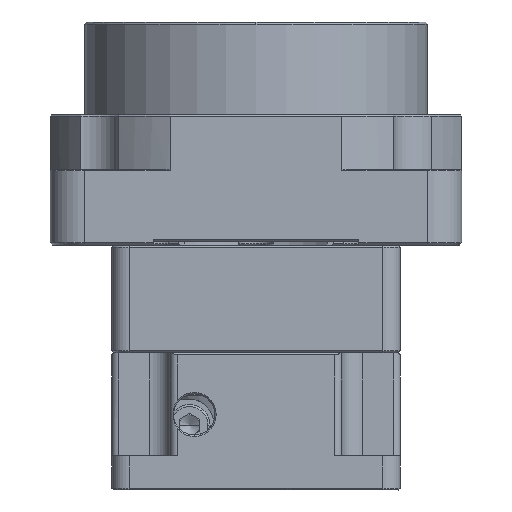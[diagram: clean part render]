
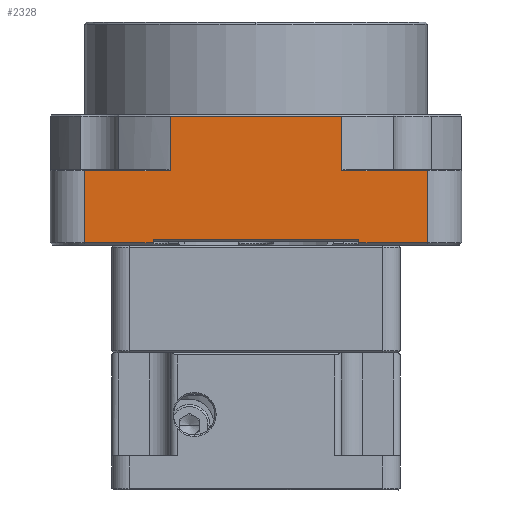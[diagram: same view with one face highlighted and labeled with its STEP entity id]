
A CAD part, left-side view. The second image highlights one B-rep face of the part: STEP entity #2328.
In plain terms, the highlighted planar face has unit normal (-1, 0, 0).
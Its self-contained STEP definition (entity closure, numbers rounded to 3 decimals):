
#2328=ADVANCED_FACE('',(#3366),#2888,.F.);
#2888=PLANE('',#14872);
#3366=FACE_OUTER_BOUND('',#4210,.T.);
#4210=EDGE_LOOP('',(#6732,#6733,#6734,#6735,#6736,#6737,#6738,#6739,#6740,
#6741,#6742,#6743));
#6732=ORIENTED_EDGE('',*,*,#11142,.F.);
#6733=ORIENTED_EDGE('',*,*,#11141,.T.);
#6734=ORIENTED_EDGE('',*,*,#11143,.F.);
#6735=ORIENTED_EDGE('',*,*,#11144,.F.);
#6736=ORIENTED_EDGE('',*,*,#11145,.F.);
#6737=ORIENTED_EDGE('',*,*,#11146,.T.);
#6738=ORIENTED_EDGE('',*,*,#11147,.F.);
#6739=ORIENTED_EDGE('',*,*,#11148,.T.);
#6740=ORIENTED_EDGE('',*,*,#11149,.F.);
#6741=ORIENTED_EDGE('',*,*,#11150,.T.);
#6742=ORIENTED_EDGE('',*,*,#11151,.F.);
#6743=ORIENTED_EDGE('',*,*,#11152,.T.);
#9457=VERTEX_POINT('',#23056);
#9458=VERTEX_POINT('',#23058);
#9459=VERTEX_POINT('',#23062);
#9460=VERTEX_POINT('',#23064);
#9461=VERTEX_POINT('',#23066);
#9462=VERTEX_POINT('',#23068);
#9463=VERTEX_POINT('',#23070);
#9464=VERTEX_POINT('',#23072);
#9465=VERTEX_POINT('',#23074);
#9466=VERTEX_POINT('',#23076);
#9467=VERTEX_POINT('',#23078);
#9468=VERTEX_POINT('',#23080);
#11141=EDGE_CURVE('',#9457,#9458,#12612,.T.);
#11142=EDGE_CURVE('',#9457,#9459,#12613,.T.);
#11143=EDGE_CURVE('',#9460,#9458,#12614,.T.);
#11144=EDGE_CURVE('',#9461,#9460,#12615,.T.);
#11145=EDGE_CURVE('',#9462,#9461,#12616,.T.);
#11146=EDGE_CURVE('',#9462,#9463,#12617,.T.);
#11147=EDGE_CURVE('',#9464,#9463,#12618,.T.);
#11148=EDGE_CURVE('',#9464,#9465,#12619,.T.);
#11149=EDGE_CURVE('',#9466,#9465,#12620,.T.);
#11150=EDGE_CURVE('',#9466,#9467,#12621,.T.);
#11151=EDGE_CURVE('',#9468,#9467,#12622,.T.);
#11152=EDGE_CURVE('',#9468,#9459,#12623,.T.);
#12612=LINE('',#23059,#13562);
#12613=LINE('',#23061,#13563);
#12614=LINE('',#23063,#13564);
#12615=LINE('',#23065,#13565);
#12616=LINE('',#23067,#13566);
#12617=LINE('',#23069,#13567);
#12618=LINE('',#23071,#13568);
#12619=LINE('',#23073,#13569);
#12620=LINE('',#23075,#13570);
#12621=LINE('',#23077,#13571);
#12622=LINE('',#23079,#13572);
#12623=LINE('',#23081,#13573);
#13562=VECTOR('',#17951,1.);
#13563=VECTOR('',#17954,1.);
#13564=VECTOR('',#17955,1.);
#13565=VECTOR('',#17956,1.);
#13566=VECTOR('',#17957,1.);
#13567=VECTOR('',#17958,1.);
#13568=VECTOR('',#17959,1.);
#13569=VECTOR('',#17960,1.);
#13570=VECTOR('',#17961,1.);
#13571=VECTOR('',#17962,1.);
#13572=VECTOR('',#17963,1.);
#13573=VECTOR('',#17964,1.);
#14872=AXIS2_PLACEMENT_3D('',#23082,#17965,#17966);
#17951=DIRECTION('',(0.,0.,-1.));
#17954=DIRECTION('',(0.,-1.,0.));
#17955=DIRECTION('',(0.,1.,0.));
#17956=DIRECTION('',(0.,0.,-1.));
#17957=DIRECTION('',(0.,1.,0.));
#17958=DIRECTION('',(0.,0.,-1.));
#17959=DIRECTION('',(0.,1.,0.));
#17960=DIRECTION('',(0.,0.,1.));
#17961=DIRECTION('',(0.,-1.,0.));
#17962=DIRECTION('',(0.,0.,1.));
#17963=DIRECTION('',(0.,-1.,0.));
#17964=DIRECTION('',(0.,0.,-1.));
#17965=DIRECTION('',(1.,0.,0.));
#17966=DIRECTION('',(0.,1.,0.));
#23056=CARTESIAN_POINT('',(-23.56,25.,-0.2));
#23058=CARTESIAN_POINT('',(-23.56,25.,-10.7));
#23059=CARTESIAN_POINT('',(-23.56,25.,-0.2));
#23061=CARTESIAN_POINT('',(-23.56,25.,-0.2));
#23062=CARTESIAN_POINT('',(-23.56,12.5,-0.2));
#23063=CARTESIAN_POINT('',(-23.56,15.,-10.7));
#23064=CARTESIAN_POINT('',(-23.56,15.,-10.7));
#23065=CARTESIAN_POINT('',(-23.56,15.,-10.2));
#23066=CARTESIAN_POINT('',(-23.56,15.,-10.2));
#23067=CARTESIAN_POINT('',(-23.56,-15.,-10.2));
#23068=CARTESIAN_POINT('',(-23.56,-15.,-10.2));
#23069=CARTESIAN_POINT('',(-23.56,-15.,-10.2));
#23070=CARTESIAN_POINT('',(-23.56,-15.,-10.7));
#23071=CARTESIAN_POINT('',(-23.56,-25.,-10.7));
#23072=CARTESIAN_POINT('',(-23.56,-25.,-10.7));
#23073=CARTESIAN_POINT('',(-23.56,-25.,-10.7));
#23074=CARTESIAN_POINT('',(-23.56,-25.,-0.2));
#23075=CARTESIAN_POINT('',(-23.56,-12.5,-0.2));
#23076=CARTESIAN_POINT('',(-23.56,-12.5,-0.2));
#23077=CARTESIAN_POINT('',(-23.56,-12.5,-0.2));
#23078=CARTESIAN_POINT('',(-23.56,-12.5,7.8));
#23079=CARTESIAN_POINT('',(-23.56,12.5,7.8));
#23080=CARTESIAN_POINT('',(-23.56,12.5,7.8));
#23081=CARTESIAN_POINT('',(-23.56,12.5,7.8));
#23082=CARTESIAN_POINT('',(-23.56,30.,0.));
